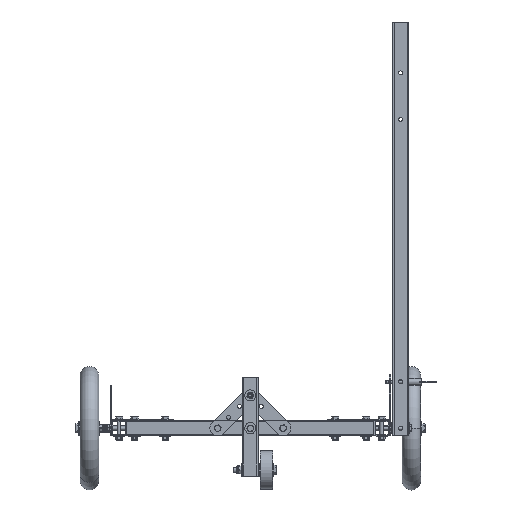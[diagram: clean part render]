
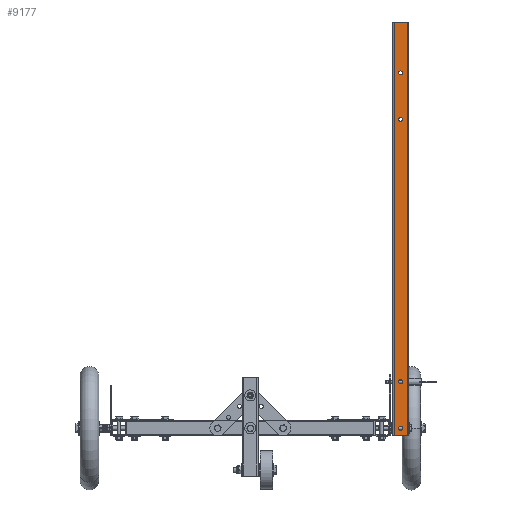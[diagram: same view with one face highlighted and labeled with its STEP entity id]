
A CAD part, front view. The second image highlights one B-rep face of the part: STEP entity #9177.
In plain terms, the highlighted face is planar.
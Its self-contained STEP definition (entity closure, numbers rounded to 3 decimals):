
#8851 = EDGE_CURVE('',#8852,#8854,#8856,.T.);
#8852 = VERTEX_POINT('',#8853);
#8853 = CARTESIAN_POINT('',(-12.5,0.,-12.5));
#8854 = VERTEX_POINT('',#8855);
#8855 = CARTESIAN_POINT('',(-12.5,-670.,-12.5));
#8856 = LINE('',#8857,#8858);
#8857 = CARTESIAN_POINT('',(-12.5,0.,-12.5));
#8858 = VECTOR('',#8859,1.);
#8859 = DIRECTION('',(0.,-1.,0.));
#8917 = VERTEX_POINT('',#8918);
#8918 = CARTESIAN_POINT('',(12.5,0.,-12.5));
#8924 = EDGE_CURVE('',#8917,#8852,#8925,.T.);
#8925 = LINE('',#8926,#8927);
#8926 = CARTESIAN_POINT('',(12.5,0.,-12.5));
#8927 = VECTOR('',#8928,1.);
#8928 = DIRECTION('',(-1.,0.,0.));
#8975 = VERTEX_POINT('',#8976);
#8976 = CARTESIAN_POINT('',(12.5,-670.,-12.5));
#8982 = EDGE_CURVE('',#8975,#8854,#8983,.T.);
#8983 = LINE('',#8984,#8985);
#8984 = CARTESIAN_POINT('',(12.5,-670.,-12.5));
#8985 = VECTOR('',#8986,1.);
#8986 = DIRECTION('',(-1.,0.,0.));
#9033 = EDGE_CURVE('',#8917,#8975,#9034,.T.);
#9034 = LINE('',#9035,#9036);
#9035 = CARTESIAN_POINT('',(12.5,0.,-12.5));
#9036 = VECTOR('',#9037,1.);
#9037 = DIRECTION('',(0.,-1.,0.));
#9177 = ADVANCED_FACE('',(#9178,#9184,#9195,#9206,#9217),#9228,.T.);
#9178 = FACE_BOUND('',#9179,.T.);
#9179 = EDGE_LOOP('',(#9180,#9181,#9182,#9183));
#9180 = ORIENTED_EDGE('',*,*,#9033,.T.);
#9181 = ORIENTED_EDGE('',*,*,#8982,.T.);
#9182 = ORIENTED_EDGE('',*,*,#8851,.F.);
#9183 = ORIENTED_EDGE('',*,*,#8924,.F.);
#9184 = FACE_BOUND('',#9185,.T.);
#9185 = EDGE_LOOP('',(#9186));
#9186 = ORIENTED_EDGE('',*,*,#9187,.T.);
#9187 = EDGE_CURVE('',#9188,#9188,#9190,.T.);
#9188 = VERTEX_POINT('',#9189);
#9189 = CARTESIAN_POINT('',(0.,-590.75,-12.5));
#9190 = CIRCLE('',#9191,3.25);
#9191 = AXIS2_PLACEMENT_3D('',#9192,#9193,#9194);
#9192 = CARTESIAN_POINT('',(0.,-587.5,-12.5));
#9193 = DIRECTION('',(0.,0.,1.));
#9194 = DIRECTION('',(0.,-1.,0.));
#9195 = FACE_BOUND('',#9196,.T.);
#9196 = EDGE_LOOP('',(#9197));
#9197 = ORIENTED_EDGE('',*,*,#9198,.T.);
#9198 = EDGE_CURVE('',#9199,#9199,#9201,.T.);
#9199 = VERTEX_POINT('',#9200);
#9200 = CARTESIAN_POINT('',(0.,-515.75,-12.5));
#9201 = CIRCLE('',#9202,3.25);
#9202 = AXIS2_PLACEMENT_3D('',#9203,#9204,#9205);
#9203 = CARTESIAN_POINT('',(0.,-512.5,-12.5));
#9204 = DIRECTION('',(0.,0.,1.));
#9205 = DIRECTION('',(0.,-1.,0.));
#9206 = FACE_BOUND('',#9207,.T.);
#9207 = EDGE_LOOP('',(#9208));
#9208 = ORIENTED_EDGE('',*,*,#9209,.T.);
#9209 = EDGE_CURVE('',#9210,#9210,#9212,.T.);
#9210 = VERTEX_POINT('',#9211);
#9211 = CARTESIAN_POINT('',(0.,-90.75,-12.5));
#9212 = CIRCLE('',#9213,3.25);
#9213 = AXIS2_PLACEMENT_3D('',#9214,#9215,#9216);
#9214 = CARTESIAN_POINT('',(0.,-87.5,-12.5));
#9215 = DIRECTION('',(0.,0.,1.));
#9216 = DIRECTION('',(0.,-1.,0.));
#9217 = FACE_BOUND('',#9218,.T.);
#9218 = EDGE_LOOP('',(#9219));
#9219 = ORIENTED_EDGE('',*,*,#9220,.T.);
#9220 = EDGE_CURVE('',#9221,#9221,#9223,.T.);
#9221 = VERTEX_POINT('',#9222);
#9222 = CARTESIAN_POINT('',(0.,-15.75,-12.5));
#9223 = CIRCLE('',#9224,3.25);
#9224 = AXIS2_PLACEMENT_3D('',#9225,#9226,#9227);
#9225 = CARTESIAN_POINT('',(0.,-12.5,-12.5));
#9226 = DIRECTION('',(0.,0.,1.));
#9227 = DIRECTION('',(0.,-1.,0.));
#9228 = PLANE('',#9229);
#9229 = AXIS2_PLACEMENT_3D('',#9230,#9231,#9232);
#9230 = CARTESIAN_POINT('',(12.5,0.,-12.5));
#9231 = DIRECTION('',(0.,0.,-1.));
#9232 = DIRECTION('',(-1.,0.,0.));
